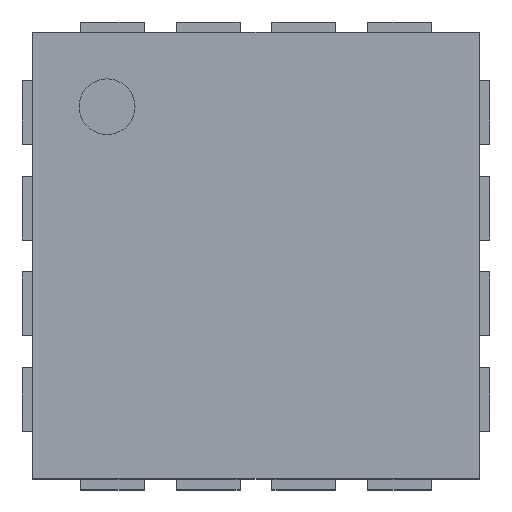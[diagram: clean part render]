
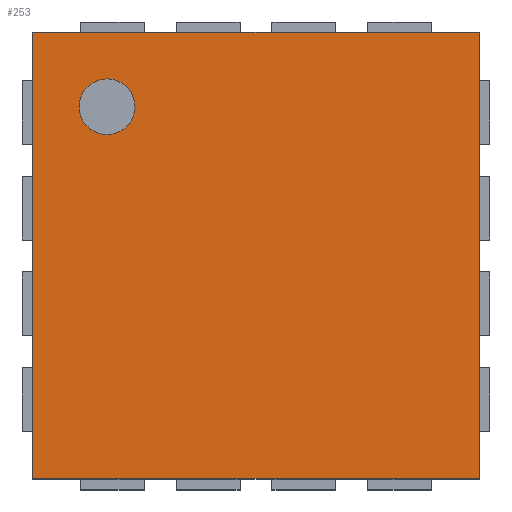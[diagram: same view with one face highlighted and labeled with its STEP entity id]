
A CAD part, top view. The second image highlights one B-rep face of the part: STEP entity #253.
In plain terms, the highlighted planar face has unit normal (0, 0, 1).
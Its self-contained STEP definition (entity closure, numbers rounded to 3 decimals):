
#189 = VERTEX_POINT('',#190);
#190 = CARTESIAN_POINT('',(0.,0.,1.));
#205 = VERTEX_POINT('',#206);
#206 = CARTESIAN_POINT('',(0.,2.1,1.));
#212 = EDGE_CURVE('',#189,#205,#213,.T.);
#213 = LINE('',#214,#215);
#214 = CARTESIAN_POINT('',(0.,0.,1.));
#215 = VECTOR('',#216,1.);
#216 = DIRECTION('',(0.,1.,0.));
#235 = EDGE_CURVE('',#189,#236,#238,.T.);
#236 = VERTEX_POINT('',#237);
#237 = CARTESIAN_POINT('',(2.1,0.,1.));
#238 = LINE('',#239,#240);
#239 = CARTESIAN_POINT('',(0.,0.,1.));
#240 = VECTOR('',#241,1.);
#241 = DIRECTION('',(1.,0.,0.));
#253 = ADVANCED_FACE('',(#254,#272),#283,.T.);
#254 = FACE_BOUND('',#255,.T.);
#255 = EDGE_LOOP('',(#256,#257,#258,#266));
#256 = ORIENTED_EDGE('',*,*,#212,.F.);
#257 = ORIENTED_EDGE('',*,*,#235,.T.);
#258 = ORIENTED_EDGE('',*,*,#259,.T.);
#259 = EDGE_CURVE('',#236,#260,#262,.T.);
#260 = VERTEX_POINT('',#261);
#261 = CARTESIAN_POINT('',(2.1,2.1,1.));
#262 = LINE('',#263,#264);
#263 = CARTESIAN_POINT('',(2.1,0.,1.));
#264 = VECTOR('',#265,1.);
#265 = DIRECTION('',(0.,1.,0.));
#266 = ORIENTED_EDGE('',*,*,#267,.F.);
#267 = EDGE_CURVE('',#205,#260,#268,.T.);
#268 = LINE('',#269,#270);
#269 = CARTESIAN_POINT('',(0.,2.1,1.));
#270 = VECTOR('',#271,1.);
#271 = DIRECTION('',(1.,0.,0.));
#272 = FACE_BOUND('',#273,.T.);
#273 = EDGE_LOOP('',(#274));
#274 = ORIENTED_EDGE('',*,*,#275,.F.);
#275 = EDGE_CURVE('',#276,#276,#278,.T.);
#276 = VERTEX_POINT('',#277);
#277 = CARTESIAN_POINT('',(0.481,1.75,1.));
#278 = CIRCLE('',#279,0.131);
#279 = AXIS2_PLACEMENT_3D('',#280,#281,#282);
#280 = CARTESIAN_POINT('',(0.35,1.75,1.));
#281 = DIRECTION('',(0.,0.,1.));
#282 = DIRECTION('',(1.,0.,0.));
#283 = PLANE('',#284);
#284 = AXIS2_PLACEMENT_3D('',#285,#286,#287);
#285 = CARTESIAN_POINT('',(0.,0.,1.));
#286 = DIRECTION('',(0.,0.,1.));
#287 = DIRECTION('',(1.,0.,0.));
